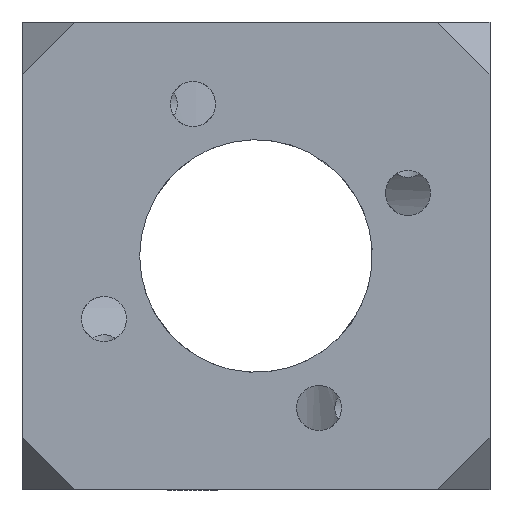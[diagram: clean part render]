
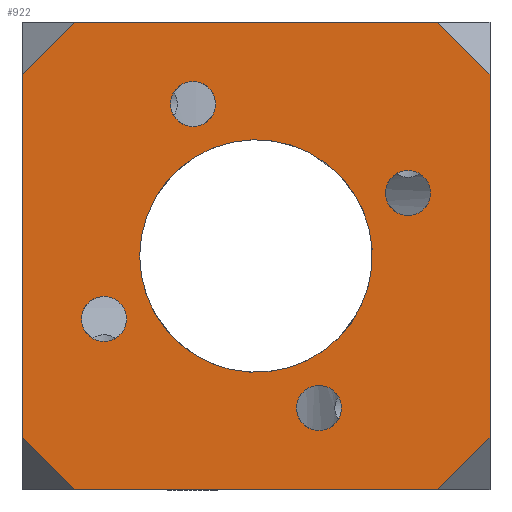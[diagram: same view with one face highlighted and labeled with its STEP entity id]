
A CAD part, front view. The second image highlights one B-rep face of the part: STEP entity #922.
In plain terms, the highlighted planar face has unit normal (0, -1, 0).
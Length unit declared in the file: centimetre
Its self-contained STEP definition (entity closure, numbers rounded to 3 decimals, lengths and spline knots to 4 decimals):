
#177=CIRCLE('',#977,0.2019);
#178=CIRCLE('',#978,0.2019);
#179=CIRCLE('',#979,0.2019);
#180=CIRCLE('',#980,0.2019);
#181=CIRCLE('',#981,1.0414);
#198=VERTEX_POINT('',#1235);
#199=VERTEX_POINT('',#1237);
#205=VERTEX_POINT('',#1251);
#211=VERTEX_POINT('',#1265);
#212=VERTEX_POINT('',#1266);
#219=VERTEX_POINT('',#1282);
#225=VERTEX_POINT('',#1296);
#226=VERTEX_POINT('',#1300);
#227=VERTEX_POINT('',#1304);
#228=VERTEX_POINT('',#1306);
#229=VERTEX_POINT('',#1308);
#230=VERTEX_POINT('',#1310);
#231=VERTEX_POINT('',#1312);
#285=VECTOR('',#1047,1.);
#286=VECTOR('',#1059,1.);
#293=VECTOR('',#1067,1.);
#296=VECTOR('',#1081,1.);
#303=VECTOR('',#1089,1.);
#305=VECTOR('',#1092,1.);
#306=VECTOR('',#1093,1.);
#307=VECTOR('',#1094,1.);
#321=LINE('',#1238,#285);
#322=LINE('',#1250,#286);
#329=LINE('',#1264,#293);
#332=LINE('',#1281,#296);
#339=LINE('',#1295,#303);
#341=LINE('',#1299,#305);
#342=LINE('',#1301,#306);
#343=LINE('',#1302,#307);
#357=EDGE_CURVE('',#198,#199,#321,.T.);
#363=EDGE_CURVE('',#198,#205,#322,.T.);
#370=EDGE_CURVE('',#211,#212,#329,.T.);
#378=EDGE_CURVE('',#219,#211,#332,.T.);
#385=EDGE_CURVE('',#225,#205,#339,.T.);
#387=EDGE_CURVE('',#199,#226,#341,.T.);
#388=EDGE_CURVE('',#226,#219,#342,.T.);
#389=EDGE_CURVE('',#212,#225,#343,.T.);
#390=EDGE_CURVE('',#227,#227,#177,.T.);
#391=EDGE_CURVE('',#228,#228,#178,.T.);
#392=EDGE_CURVE('',#229,#229,#179,.T.);
#393=EDGE_CURVE('',#230,#230,#180,.T.);
#394=EDGE_CURVE('',#231,#231,#181,.T.);
#492=ORIENTED_EDGE('',*,*,#357,.T.);
#493=ORIENTED_EDGE('',*,*,#387,.T.);
#494=ORIENTED_EDGE('',*,*,#388,.T.);
#495=ORIENTED_EDGE('',*,*,#378,.T.);
#496=ORIENTED_EDGE('',*,*,#370,.T.);
#497=ORIENTED_EDGE('',*,*,#389,.T.);
#498=ORIENTED_EDGE('',*,*,#385,.T.);
#499=ORIENTED_EDGE('',*,*,#363,.F.);
#500=ORIENTED_EDGE('',*,*,#390,.T.);
#501=ORIENTED_EDGE('',*,*,#391,.T.);
#502=ORIENTED_EDGE('',*,*,#392,.T.);
#503=ORIENTED_EDGE('',*,*,#393,.T.);
#504=ORIENTED_EDGE('',*,*,#394,.T.);
#676=EDGE_LOOP('',(#492,#493,#494,#495,#496,#497,#498,#499));
#677=EDGE_LOOP('',(#500));
#678=EDGE_LOOP('',(#501));
#679=EDGE_LOOP('',(#502));
#680=EDGE_LOOP('',(#503));
#681=EDGE_LOOP('',(#504));
#804=FACE_BOUND('',#676,.T.);
#805=FACE_BOUND('',#677,.T.);
#806=FACE_BOUND('',#678,.T.);
#807=FACE_BOUND('',#679,.T.);
#808=FACE_BOUND('',#680,.T.);
#809=FACE_BOUND('',#681,.T.);
#922=ADVANCED_FACE('',(#804,#805,#806,#807,#808,#809),#2354,.T.);
#976=AXIS2_PLACEMENT_3D('',#1298,#1091,$);
#977=AXIS2_PLACEMENT_3D('',#1303,#1095,#1096);
#978=AXIS2_PLACEMENT_3D('',#1305,#1097,#1098);
#979=AXIS2_PLACEMENT_3D('',#1307,#1099,#1100);
#980=AXIS2_PLACEMENT_3D('',#1309,#1101,#1102);
#981=AXIS2_PLACEMENT_3D('',#1311,#1103,#1104);
#1047=DIRECTION('',(-0.707,0.,-0.707));
#1059=DIRECTION('',(1.,0.,0.));
#1067=DIRECTION('',(0.707,0.,0.707));
#1081=DIRECTION('',(1.,0.,0.));
#1089=DIRECTION('',(-0.707,0.,0.707));
#1091=DIRECTION('',(0.,-1.,0.));
#1092=DIRECTION('',(0.,0.,-1.));
#1093=DIRECTION('',(0.707,0.,-0.707));
#1094=DIRECTION('',(0.,0.,1.));
#1095=DIRECTION('',(0.,1.,0.));
#1096=DIRECTION('',(0.202,0.,0.));
#1097=DIRECTION('',(0.,1.,0.));
#1098=DIRECTION('',(0.202,0.,0.));
#1099=DIRECTION('',(0.,1.,0.));
#1100=DIRECTION('',(0.202,0.,0.));
#1101=DIRECTION('',(0.,1.,0.));
#1102=DIRECTION('',(0.202,0.,0.));
#1103=DIRECTION('',(0.,1.,0.));
#1104=DIRECTION('',(1.041,0.,0.));
#1235=CARTESIAN_POINT('',(-1.6281,-2.0955,2.0955));
#1237=CARTESIAN_POINT('',(-2.0955,-2.0955,1.6281));
#1238=CARTESIAN_POINT('',(-2.3857,-2.0955,1.3379));
#1250=CARTESIAN_POINT('',(-2.0955,-2.0955,2.0955));
#1251=CARTESIAN_POINT('',(1.6281,-2.0955,2.0955));
#1264=CARTESIAN_POINT('',(1.3379,-2.0955,-2.3857));
#1265=CARTESIAN_POINT('',(1.6281,-2.0955,-2.0955));
#1266=CARTESIAN_POINT('',(2.0955,-2.0955,-1.6281));
#1281=CARTESIAN_POINT('',(-2.0955,-2.0955,-2.0955));
#1282=CARTESIAN_POINT('',(-1.6281,-2.0955,-2.0955));
#1295=CARTESIAN_POINT('',(1.3379,-2.0955,2.3857));
#1296=CARTESIAN_POINT('',(2.0955,-2.0955,1.6281));
#1298=CARTESIAN_POINT('',(-2.0955,-2.0955,0.));
#1299=CARTESIAN_POINT('',(-2.0955,-2.0955,2.0955));
#1300=CARTESIAN_POINT('',(-2.0955,-2.0955,-1.6281));
#1301=CARTESIAN_POINT('',(-2.3857,-2.0955,-1.3379));
#1302=CARTESIAN_POINT('',(2.0955,-2.0955,2.0955));
#1303=CARTESIAN_POINT('',(-1.3611,-2.0955,-0.5638));
#1304=CARTESIAN_POINT('',(-1.1591,-2.0955,-0.5638));
#1305=CARTESIAN_POINT('',(1.3611,-2.0955,0.5638));
#1306=CARTESIAN_POINT('',(1.563,-2.0955,0.5638));
#1307=CARTESIAN_POINT('',(0.5638,-2.0955,-1.3611));
#1308=CARTESIAN_POINT('',(0.7657,-2.0955,-1.3611));
#1309=CARTESIAN_POINT('',(-0.5638,-2.0955,1.3611));
#1310=CARTESIAN_POINT('',(-0.3618,-2.0955,1.3611));
#1311=CARTESIAN_POINT('',(0.,-2.0955,0.));
#1312=CARTESIAN_POINT('',(-1.0414,-2.0955,0.));
#2354=PLANE('',#976);
